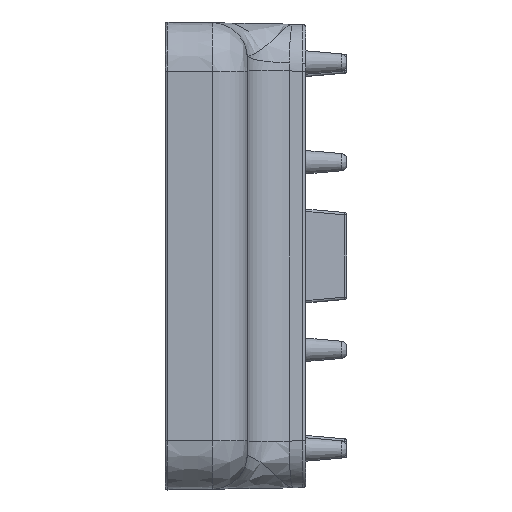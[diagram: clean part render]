
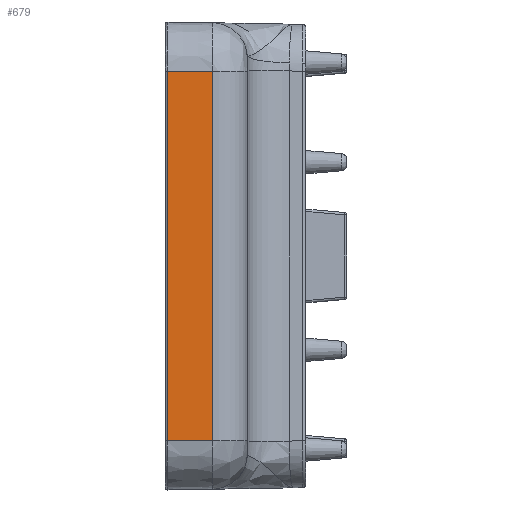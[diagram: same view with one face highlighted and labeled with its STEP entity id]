
A CAD part, left-side view. The second image highlights one B-rep face of the part: STEP entity #679.
In plain terms, the highlighted planar face has unit normal (-1, -0.018, 0).
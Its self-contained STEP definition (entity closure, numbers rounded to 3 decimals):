
#679 = ADVANCED_FACE ( 'NONE', ( #3795 ), #15135, .T. ) ;
#1087 = CARTESIAN_POINT ( 'NONE',  ( -44.889, 7.948, 15.75 ) ) ;
#1103 = VECTOR ( 'NONE', #20588, 1000. ) ;
#1818 = VERTEX_POINT ( 'NONE', #1087 ) ;
#2829 = VERTEX_POINT ( 'NONE', #20526 ) ;
#3438 = LINE ( 'NONE', #25299, #1103 ) ;
#3795 = FACE_OUTER_BOUND ( 'NONE', #22146, .T. ) ;
#4147 = DIRECTION ( 'NONE',  ( 0.017, -1., 0. ) ) ;
#4313 = AXIS2_PLACEMENT_3D ( 'NONE', #14783, #14749, #14711 ) ;
#5893 = LINE ( 'NONE', #17085, #13597 ) ;
#8543 = EDGE_CURVE ( 'NONE', #22306, #1818, #22708, .T. ) ;
#9209 = EDGE_CURVE ( 'NONE', #25819, #2829, #3438, .T. ) ;
#12605 = LINE ( 'NONE', #17942, #18324 ) ;
#12758 = EDGE_CURVE ( 'NONE', #25819, #1818, #5893, .T. ) ;
#12785 = EDGE_CURVE ( 'NONE', #22306, #2829, #12605, .T. ) ;
#13022 = CARTESIAN_POINT ( 'NONE',  ( -44.889, 7.948, -15.75 ) ) ;
#13597 = VECTOR ( 'NONE', #4147, 1000. ) ;
#14711 = DIRECTION ( 'NONE',  ( 0.017, -1., 0. ) ) ;
#14749 = DIRECTION ( 'NONE',  ( -1., -0.017, 0. ) ) ;
#14783 = CARTESIAN_POINT ( 'NONE',  ( -44.75, 0., -19.75 ) ) ;
#15135 = PLANE ( 'NONE',  #4313 ) ;
#16230 = ORIENTED_EDGE ( 'NONE', *, *, #12758, .F. ) ;
#17085 = CARTESIAN_POINT ( 'NONE',  ( -8754.827, 499000., 15.75 ) ) ;
#17481 = DIRECTION ( 'NONE',  ( -0.017, 1., 0. ) ) ;
#17942 = CARTESIAN_POINT ( 'NONE',  ( -8754.827, 499000., -15.75 ) ) ;
#17976 = ORIENTED_EDGE ( 'NONE', *, *, #8543, .T. ) ;
#18324 = VECTOR ( 'NONE', #17481, 1000. ) ;
#18443 = CARTESIAN_POINT ( 'NONE',  ( -44.956, 11.797, 15.75 ) ) ;
#19428 = ORIENTED_EDGE ( 'NONE', *, *, #9209, .T. ) ;
#20526 = CARTESIAN_POINT ( 'NONE',  ( -44.956, 11.797, -15.75 ) ) ;
#20588 = DIRECTION ( 'NONE',  ( 0., 0., -1. ) ) ;
#21406 = VECTOR ( 'NONE', #24301, 1000. ) ;
#22146 = EDGE_LOOP ( 'NONE', ( #16230, #19428, #24156, #17976 ) ) ;
#22306 = VERTEX_POINT ( 'NONE', #13022 ) ;
#22708 = LINE ( 'NONE', #24317, #21406 ) ;
#24156 = ORIENTED_EDGE ( 'NONE', *, *, #12785, .F. ) ;
#24301 = DIRECTION ( 'NONE',  ( 0., 0., 1. ) ) ;
#24317 = CARTESIAN_POINT ( 'NONE',  ( -44.889, 7.948, -19.75 ) ) ;
#25299 = CARTESIAN_POINT ( 'NONE',  ( -44.956, 11.797, -19.75 ) ) ;
#25819 = VERTEX_POINT ( 'NONE', #18443 ) ;
